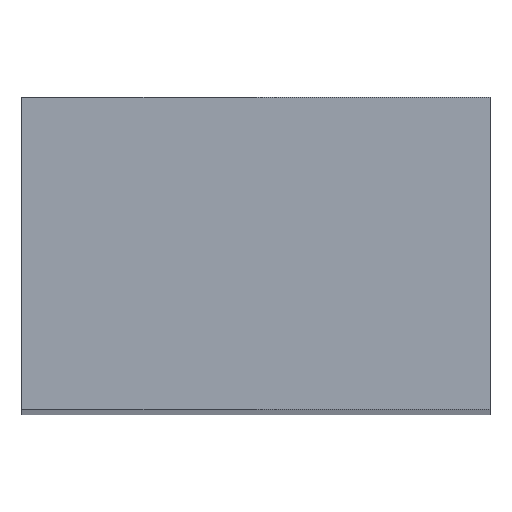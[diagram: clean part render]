
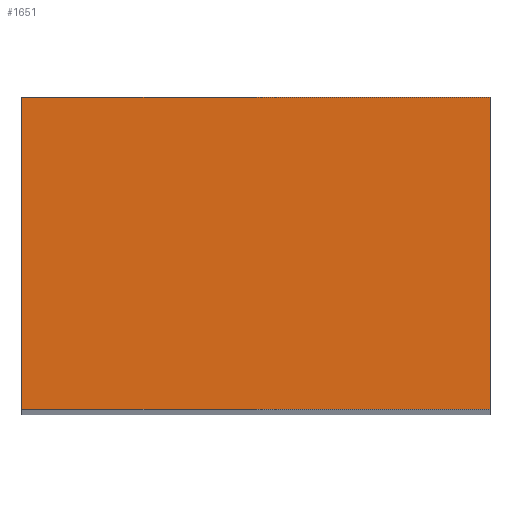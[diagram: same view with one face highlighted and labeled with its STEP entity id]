
A CAD part, top view. The second image highlights one B-rep face of the part: STEP entity #1651.
In plain terms, the highlighted planar face has unit normal (0, 0, 1).
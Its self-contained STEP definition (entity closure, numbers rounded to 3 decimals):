
#123 = LINE ( 'NONE', #1057, #975 ) ;
#135 = LINE ( 'NONE', #541, #1422 ) ;
#183 = EDGE_CURVE ( 'NONE', #1485, #269, #577, .T. ) ;
#269 = VERTEX_POINT ( 'NONE', #338 ) ;
#293 = VERTEX_POINT ( 'NONE', #330 ) ;
#330 = CARTESIAN_POINT ( 'NONE',  ( 45., 30., 280. ) ) ;
#338 = CARTESIAN_POINT ( 'NONE',  ( 45., 0., 280. ) ) ;
#404 = ORIENTED_EDGE ( 'NONE', *, *, #964, .T. ) ;
#472 = EDGE_CURVE ( 'NONE', #1049, #1485, #1511, .T. ) ;
#514 = DIRECTION ( 'NONE',  ( 0., 1., 0. ) ) ;
#538 = DIRECTION ( 'NONE',  ( 0., 0., -1. ) ) ;
#541 = CARTESIAN_POINT ( 'NONE',  ( 0., 30., 280. ) ) ;
#558 = AXIS2_PLACEMENT_3D ( 'NONE', #1219, #538, #1631 ) ;
#571 = CARTESIAN_POINT ( 'NONE',  ( 0., 0., 280. ) ) ;
#577 = LINE ( 'NONE', #571, #1605 ) ;
#584 = ORIENTED_EDGE ( 'NONE', *, *, #183, .T. ) ;
#602 = EDGE_LOOP ( 'NONE', ( #927, #584, #404, #1536 ) ) ;
#677 = PLANE ( 'NONE',  #558 ) ;
#707 = DIRECTION ( 'NONE',  ( 0., -1., 0. ) ) ;
#813 = VECTOR ( 'NONE', #707, 1000. ) ;
#927 = ORIENTED_EDGE ( 'NONE', *, *, #472, .T. ) ;
#964 = EDGE_CURVE ( 'NONE', #269, #293, #123, .T. ) ;
#975 = VECTOR ( 'NONE', #514, 1000. ) ;
#1049 = VERTEX_POINT ( 'NONE', #1336 ) ;
#1057 = CARTESIAN_POINT ( 'NONE',  ( 45., 0., 280. ) ) ;
#1118 = DIRECTION ( 'NONE',  ( 1., 0., 0. ) ) ;
#1188 = CARTESIAN_POINT ( 'NONE',  ( 0., 0., 280. ) ) ;
#1219 = CARTESIAN_POINT ( 'NONE',  ( 0., 0., 280. ) ) ;
#1236 = EDGE_CURVE ( 'NONE', #293, #1049, #135, .T. ) ;
#1336 = CARTESIAN_POINT ( 'NONE',  ( 0., 30., 280. ) ) ;
#1365 = FACE_OUTER_BOUND ( 'NONE', #602, .T. ) ;
#1376 = CARTESIAN_POINT ( 'NONE',  ( 0., 0., 280. ) ) ;
#1422 = VECTOR ( 'NONE', #1535, 1000. ) ;
#1485 = VERTEX_POINT ( 'NONE', #1188 ) ;
#1511 = LINE ( 'NONE', #1376, #813 ) ;
#1535 = DIRECTION ( 'NONE',  ( -1., 0., 0. ) ) ;
#1536 = ORIENTED_EDGE ( 'NONE', *, *, #1236, .T. ) ;
#1605 = VECTOR ( 'NONE', #1118, 1000. ) ;
#1631 = DIRECTION ( 'NONE',  ( -1., 0., 0. ) ) ;
#1651 = ADVANCED_FACE ( 'NONE', ( #1365 ), #677, .F. ) ;
